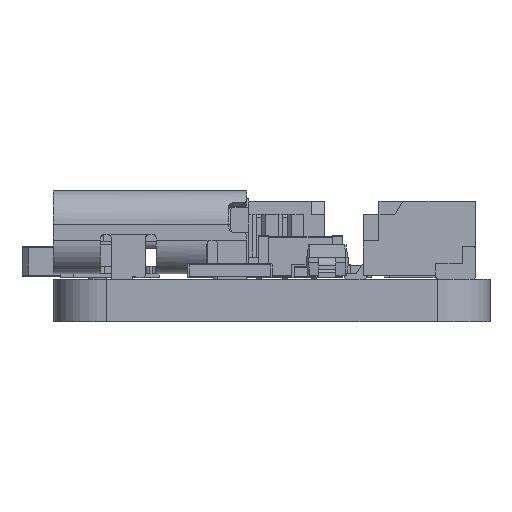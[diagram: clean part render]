
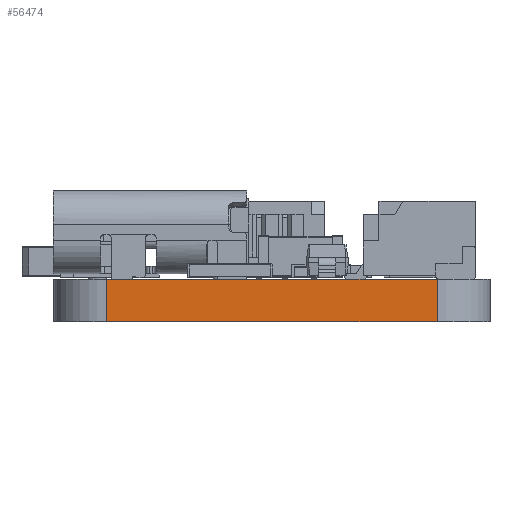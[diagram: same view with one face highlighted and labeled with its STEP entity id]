
A CAD part, left-side view. The second image highlights one B-rep face of the part: STEP entity #56474.
In plain terms, the highlighted planar face has unit normal (-1, 0, 0).
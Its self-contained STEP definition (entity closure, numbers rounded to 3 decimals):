
#55879 = VERTEX_POINT('',#55880);
#55880 = CARTESIAN_POINT('',(66.005,-58.543,0.));
#55887 = EDGE_CURVE('',#55888,#55879,#55890,.T.);
#55888 = VERTEX_POINT('',#55889);
#55889 = CARTESIAN_POINT('',(66.005,-71.043,0.));
#55890 = LINE('',#55891,#55892);
#55891 = CARTESIAN_POINT('',(66.005,-71.043,0.));
#55892 = VECTOR('',#55893,1.);
#55893 = DIRECTION('',(0.,1.,0.));
#56163 = VERTEX_POINT('',#56164);
#56164 = CARTESIAN_POINT('',(66.005,-58.543,1.6));
#56171 = EDGE_CURVE('',#56172,#56163,#56174,.T.);
#56172 = VERTEX_POINT('',#56173);
#56173 = CARTESIAN_POINT('',(66.005,-71.043,1.6));
#56174 = LINE('',#56175,#56176);
#56175 = CARTESIAN_POINT('',(66.005,-71.043,1.6));
#56176 = VECTOR('',#56177,1.);
#56177 = DIRECTION('',(0.,1.,0.));
#56444 = EDGE_CURVE('',#55879,#56163,#56445,.T.);
#56445 = LINE('',#56446,#56447);
#56446 = CARTESIAN_POINT('',(66.005,-58.543,0.));
#56447 = VECTOR('',#56448,1.);
#56448 = DIRECTION('',(0.,0.,1.));
#56474 = ADVANCED_FACE('',(#56475),#56486,.T.);
#56475 = FACE_BOUND('',#56476,.T.);
#56476 = EDGE_LOOP('',(#56477,#56483,#56484,#56485));
#56477 = ORIENTED_EDGE('',*,*,#56478,.T.);
#56478 = EDGE_CURVE('',#55888,#56172,#56479,.T.);
#56479 = LINE('',#56480,#56481);
#56480 = CARTESIAN_POINT('',(66.005,-71.043,0.));
#56481 = VECTOR('',#56482,1.);
#56482 = DIRECTION('',(0.,0.,1.));
#56483 = ORIENTED_EDGE('',*,*,#56171,.T.);
#56484 = ORIENTED_EDGE('',*,*,#56444,.F.);
#56485 = ORIENTED_EDGE('',*,*,#55887,.F.);
#56486 = PLANE('',#56487);
#56487 = AXIS2_PLACEMENT_3D('',#56488,#56489,#56490);
#56488 = CARTESIAN_POINT('',(66.005,-71.043,0.));
#56489 = DIRECTION('',(-1.,0.,0.));
#56490 = DIRECTION('',(0.,1.,0.));
